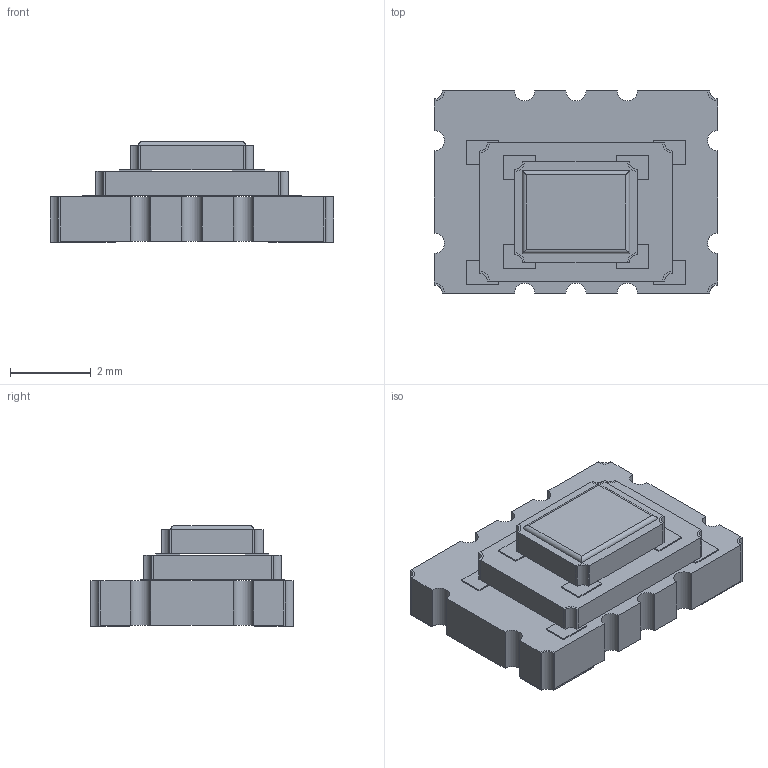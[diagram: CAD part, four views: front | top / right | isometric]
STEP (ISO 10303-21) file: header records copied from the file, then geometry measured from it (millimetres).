
FILE_DESCRIPTION(('STEP AP214'), '1');
FILE_NAME('DV75C', '', ('UNSPECIFIED'), ('UNSPECIFIED'), 'ASCON STEP Converter 1.3', 'ASCON Math Kernel', '');
FILE_SCHEMA(('AUTOMOTIVE_DESIGN { 1 0 10303 214 3 1 1}'));
Length unit declared in the file: millimetre
Assembly tree (13 placements, depth 4):
  (unnamed)
    (unnamed)
    (unnamed)
      (unnamed)
      (unnamed)  x4
      (unnamed)
        (unnamed)
        (unnamed)  x4
Bounding box: 7 x 5 x 2.49 mm (x, y, z)
Volume: 52.3 mm3; surface area: 199.8 mm2
Topology: 24 solids, 24 shells, 188 faces, 420 edges, 280 vertices
Faces by surface type: plane 138, cylinder 50
Entity records: 5983 total; most frequent: CARTESIAN_POINT 740, DIRECTION 732, ORIENTED_EDGE 672, EDGE_CURVE 336, LINE 268, VECTOR 268, AXIS2_PLACEMENT_3D 232, VERTEX_POINT 224
